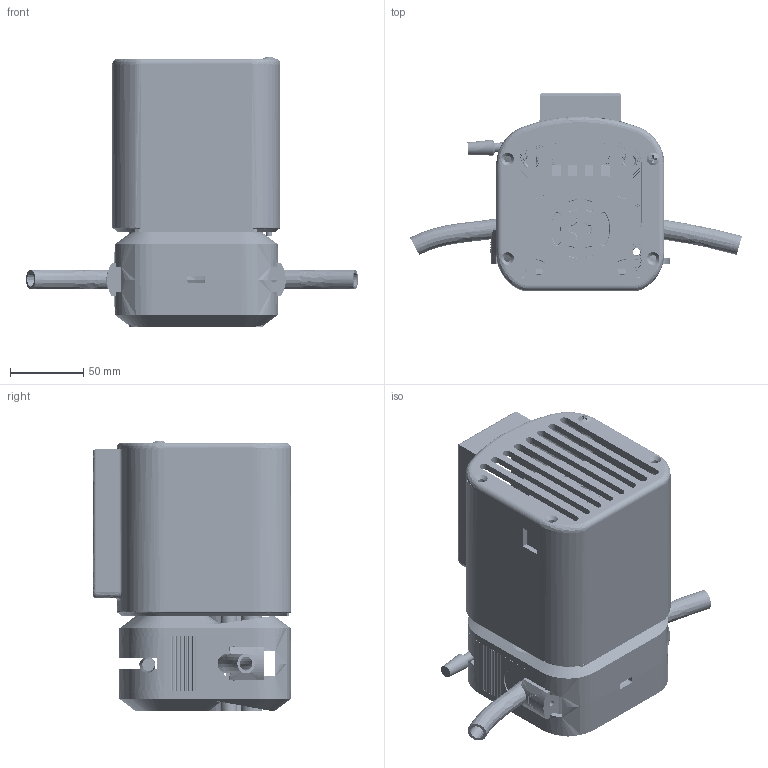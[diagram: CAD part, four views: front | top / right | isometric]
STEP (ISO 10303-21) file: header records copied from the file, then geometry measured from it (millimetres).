
FILE_DESCRIPTION(('FreeCAD Model'),'2;1');
FILE_NAME('Open CASCADE Shape Model','2025-04-29T05:02:57',('FreeCAD'),( 'FreeCAD'),'Open CASCADE STEP processor 7.6','FreeCAD','Unknown');
FILE_SCHEMA(('AUTOMOTIVE_DESIGN { 1 0 10303 214 1 1 1 1 }'));
Products named in the file (1): Open CASCADE STEP translator 7.6 1
Bounding box: 226.64 x 135.45 x 184.95 mm (x, y, z)
Surface area: 377711.8 mm2 (no closed solid volume)
Topology: 0 solids, 3019 shells, 3019 faces, 34507 edges, 34507 vertices
Faces by surface type: bspline 3019
Entity records: 328546 total; most frequent: CARTESIAN_POINT 175867, ORIENTED_EDGE 34507, EDGE_CURVE 34507, VERTEX_POINT 34507, B_SPLINE_CURVE_WITH_KNOTS 31726, FACE_BOUND 3251, EDGE_LOOP 3251, SHELL_BASED_SURFACE_MODEL 3019
